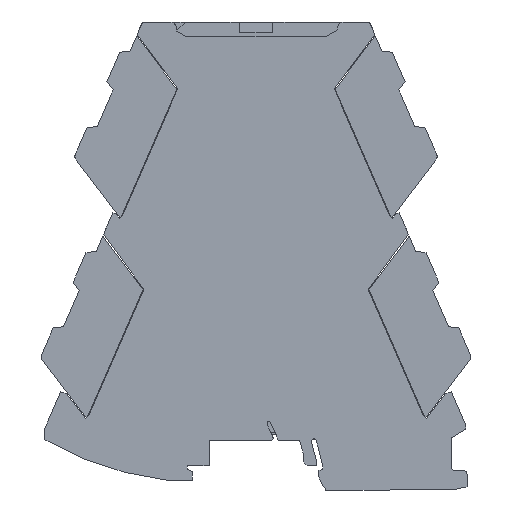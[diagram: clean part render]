
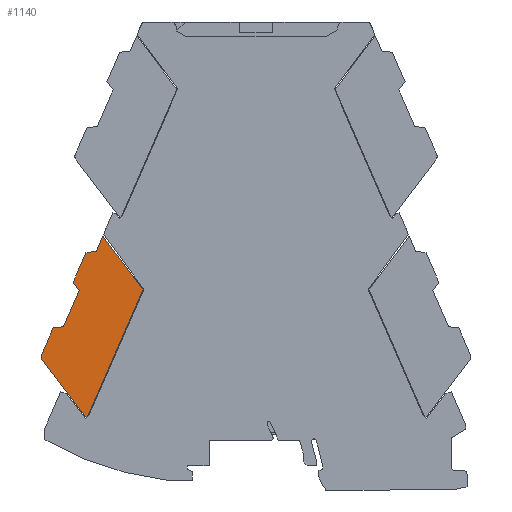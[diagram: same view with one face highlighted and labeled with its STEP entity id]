
A CAD part, left-side view. The second image highlights one B-rep face of the part: STEP entity #1140.
In plain terms, the highlighted face is planar.
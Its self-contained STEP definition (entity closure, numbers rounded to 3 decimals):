
#10=CARTESIAN_POINT('',(-134.665,36.015,
-15.85));
#20=DIRECTION('',(0.,0.,-1.));
#30=DIRECTION('',(0.,1.,0.));
#40=AXIS2_PLACEMENT_3D('',#10,#20,#30);
#50=PLANE('',#40);
#60=CARTESIAN_POINT('',(-162.149,0.,
-15.85));
#70=DIRECTION('',(-0.009,-1.,
0.));
#80=VECTOR('',#70,1.);
#90=LINE('',#60,#80);
#100=CARTESIAN_POINT('',(-162.21,-6.993,
-15.85));
#110=VERTEX_POINT('',#100);
#120=CARTESIAN_POINT('',(-162.214,-7.459,
-15.85));
#130=VERTEX_POINT('',#120);
#140=EDGE_CURVE('',#110,#130,#90,.T.);
#150=ORIENTED_EDGE('',*,*,#140,.F.);
#160=CARTESIAN_POINT('',(0.,-8.875,-15.85));
#170=DIRECTION('',(-1.,0.009,
0.));
#180=VECTOR('',#170,1.);
#190=LINE('',#160,#180);
#200=CARTESIAN_POINT('',(-143.476,-7.623,
-15.85));
#210=VERTEX_POINT('',#200);
#220=EDGE_CURVE('',#210,#130,#190,.T.);
#230=ORIENTED_EDGE('',*,*,#220,.T.);
#240=CARTESIAN_POINT('',(-143.467,-6.623,
-15.85));
#250=DIRECTION('',(0.,0.,1.));
#260=DIRECTION('',(1.,-0.009,
0.));
#270=AXIS2_PLACEMENT_3D('',#240,#250,#260);
#280=CIRCLE('',#270,1.);
#290=CARTESIAN_POINT('',(-142.601,-7.123,
-15.85));
#300=VERTEX_POINT('',#290);
#310=EDGE_CURVE('',#210,#300,#280,.T.);
#320=ORIENTED_EDGE('',*,*,#310,.F.);
#330=CARTESIAN_POINT('',(-138.488,0.,
-15.85));
#340=DIRECTION('',(0.5,0.866,
0.));
#350=VECTOR('',#340,1.);
#360=LINE('',#330,#350);
#370=CARTESIAN_POINT('',(-138.794,-0.531,
-15.85));
#380=VERTEX_POINT('',#370);
#390=EDGE_CURVE('',#300,#380,#360,.T.);
#400=ORIENTED_EDGE('',*,*,#390,.F.);
#410=CARTESIAN_POINT('',(-139.097,0.,
-15.85));
#420=DIRECTION('',(0.495,-0.869,
0.));
#430=VECTOR('',#420,1.);
#440=LINE('',#410,#430);
#450=CARTESIAN_POINT('',(-140.084,1.734,
-15.85));
#460=VERTEX_POINT('',#450);
#470=EDGE_CURVE('',#460,#380,#440,.T.);
#480=ORIENTED_EDGE('',*,*,#470,.T.);
#490=CARTESIAN_POINT('',(-141.086,0.,
-15.85));
#500=DIRECTION('',(0.5,0.866,
0.));
#510=VECTOR('',#500,1.);
#520=LINE('',#490,#510);
#530=CARTESIAN_POINT('',(-135.02,10.504,
-15.85));
#540=VERTEX_POINT('',#530);
#550=EDGE_CURVE('',#460,#540,#520,.T.);
#560=ORIENTED_EDGE('',*,*,#550,.F.);
#570=CARTESIAN_POINT('',(0.,9.326,
-15.85));
#580=DIRECTION('',(1.,-0.009,
0.));
#590=VECTOR('',#580,1.);
#600=LINE('',#570,#590);
#610=CARTESIAN_POINT('',(-132.435,10.481,
-15.85));
#620=VERTEX_POINT('',#610);
#630=EDGE_CURVE('',#540,#620,#600,.T.);
#640=ORIENTED_EDGE('',*,*,#630,.F.);
#650=CARTESIAN_POINT('',(-138.488,0.,
-15.85));
#660=DIRECTION('',(0.5,0.866,
0.));
#670=VECTOR('',#660,1.);
#680=LINE('',#650,#670);
#690=CARTESIAN_POINT('',(-128.336,17.579,
-15.85));
#700=VERTEX_POINT('',#690);
#710=EDGE_CURVE('',#620,#700,#680,.T.);
#720=ORIENTED_EDGE('',*,*,#710,.F.);
#730=CARTESIAN_POINT('',(-118.323,0.,
-15.85));
#740=DIRECTION('',(0.495,-0.869,
0.));
#750=VECTOR('',#740,1.);
#760=LINE('',#730,#750);
#770=CARTESIAN_POINT('',(-129.626,19.844,
-15.85));
#780=VERTEX_POINT('',#770);
#790=EDGE_CURVE('',#780,#700,#760,.T.);
#800=ORIENTED_EDGE('',*,*,#790,.T.);
#810=CARTESIAN_POINT('',(-141.086,0.,
-15.85));
#820=DIRECTION('',(0.5,0.866,
0.));
#830=VECTOR('',#820,1.);
#840=LINE('',#810,#830);
#850=CARTESIAN_POINT('',(-127.664,23.242,
-15.85));
#860=VERTEX_POINT('',#850);
#870=EDGE_CURVE('',#780,#860,#840,.T.);
#880=ORIENTED_EDGE('',*,*,#870,.F.);
#890=CARTESIAN_POINT('',(-127.837,23.342,
-15.85));
#900=DIRECTION('',(0.,0.,-1.));
#910=DIRECTION('',(1.,-0.009,
0.));
#920=AXIS2_PLACEMENT_3D('',#890,#900,#910);
#930=CIRCLE('',#920,0.2);
#940=CARTESIAN_POINT('',(-127.835,23.542,
-15.85));
#950=VERTEX_POINT('',#940);
#960=EDGE_CURVE('',#950,#860,#930,.T.);
#970=ORIENTED_EDGE('',*,*,#960,.T.);
#980=CARTESIAN_POINT('',(0.,22.426,-15.85));
#990=DIRECTION('',(1.,-0.009,
0.));
#1000=VECTOR('',#990,1.);
#1010=LINE('',#980,#1000);
#1020=CARTESIAN_POINT('',(-144.491,23.687,
-15.85));
#1030=VERTEX_POINT('',#1020);
#1040=EDGE_CURVE('',#1030,#950,#1010,.T.);
#1050=ORIENTED_EDGE('',*,*,#1040,.T.);
#1060=CARTESIAN_POINT('',(-158.171,0.,
-15.85));
#1070=DIRECTION('',(-0.5,-0.866,
0.));
#1080=VECTOR('',#1070,1.);
#1090=LINE('',#1060,#1080);
#1100=EDGE_CURVE('',#1030,#110,#1090,.T.);
#1110=ORIENTED_EDGE('',*,*,#1100,.F.);
#1120=EDGE_LOOP('',(#1110,#1050,#970,#880,#800,#720,#640,#560,#480,#400,
#320,#230,#150));
#1130=FACE_OUTER_BOUND('',#1120,.T.);
#1140=ADVANCED_FACE('',(#1130),#50,.T.);
